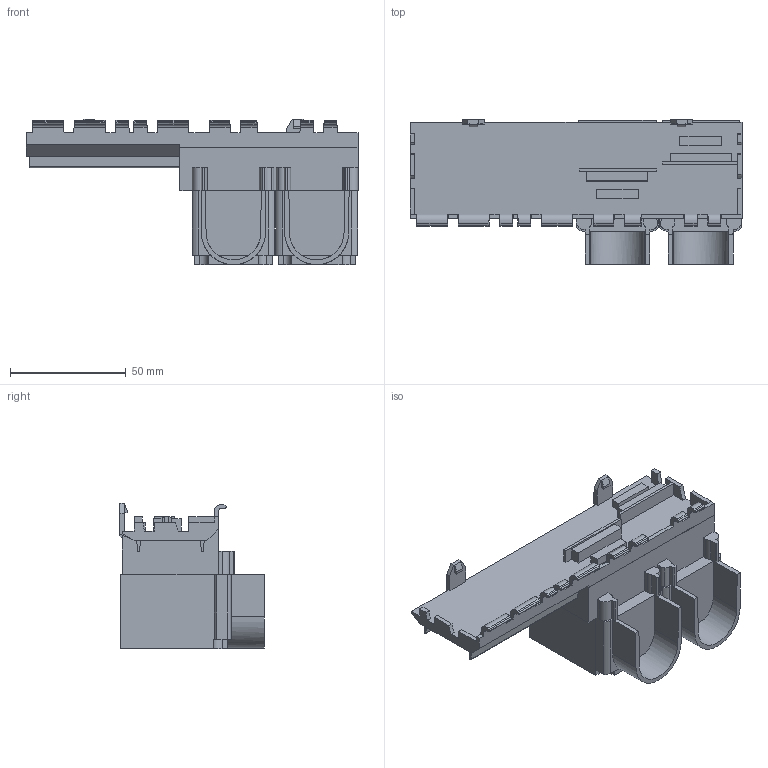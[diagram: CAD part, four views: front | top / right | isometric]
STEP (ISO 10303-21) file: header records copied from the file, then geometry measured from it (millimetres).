
FILE_DESCRIPTION (( 'STEP AP214' ), '1' );
FILE_NAME ('2CCR215028A0001.STEP', '2020-10-12T12:03:10', ( '' ), ( '' ), 'SwSTEP 2.0', 'SolidWorks 2018', '' );
FILE_SCHEMA (( 'AUTOMOTIVE_DESIGN' ));
Length unit declared in the file: millimetre
Products named in the file (1): 2CCR215028A0001
Bounding box: 143.55 x 62.52 x 62.75 mm (x, y, z)
Volume: 184148.9 mm3; surface area: 39701.1 mm2
Topology: 1 solids, 1 shells, 310 faces, 890 edges, 585 vertices
Faces by surface type: plane 229, cylinder 73, bspline 8
Entity records: 10036 total; most frequent: CARTESIAN_POINT 2106, ORIENTED_EDGE 1780, DIRECTION 1492, EDGE_CURVE 890, LINE 718, VECTOR 718, VERTEX_POINT 585, AXIS2_PLACEMENT_3D 387
